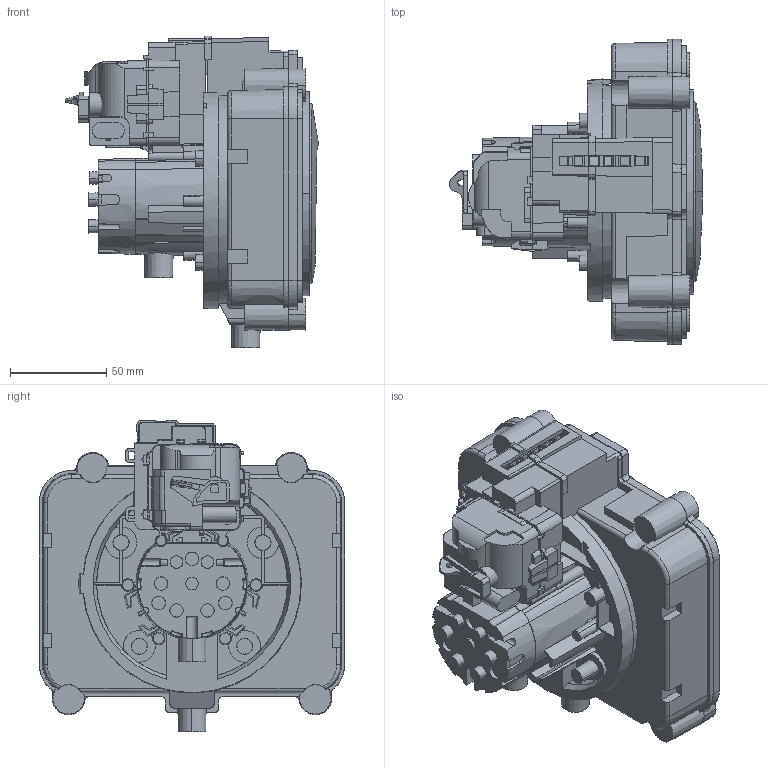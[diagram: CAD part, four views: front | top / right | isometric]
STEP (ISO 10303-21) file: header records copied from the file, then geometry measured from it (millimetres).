
FILE_DESCRIPTION((''),'2;1');
FILE_NAME('GWJ5012L_SW0002','2021-03-13T15:30:21',('user'),('Axiro Italia'),'CREO PARAMETRIC BY PTC INC, 2020354','CREO PARAMETRIC BY PTC INC, 2020354','');
FILE_SCHEMA(('CONFIG_CONTROL_DESIGN'));
Length unit declared in the file: millimetre
Products named in the file (1): GWJ5012L_SW0002
Bounding box: 131.49 x 158.5 x 161.93 mm (x, y, z)
Volume: 1058407.1 mm3; surface area: 146925.9 mm2
Topology: 3 solids, 3 shells, 1284 faces, 3674 edges, 2414 vertices
Faces by surface type: plane 788, cylinder 219, cone 204, bspline 57, extrusion 7, torus 5, sphere 4
Entity records: 48124 total; most frequent: CARTESIAN_POINT 15152, ORIENTED_EDGE 7340, DIRECTION 6261, EDGE_CURVE 3670, VERTEX_POINT 2414, VECTOR 2229, LINE 2222, AXIS2_PLACEMENT_3D 2016
